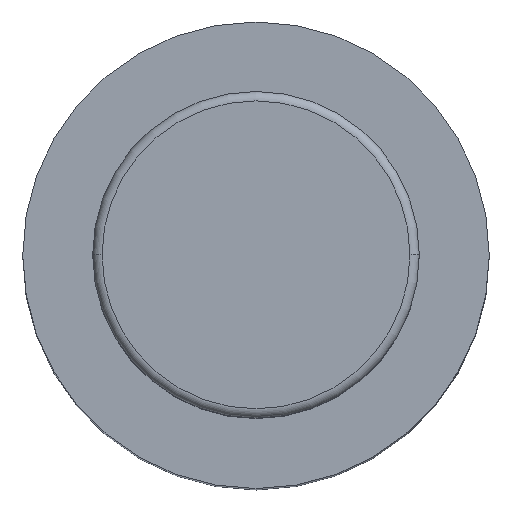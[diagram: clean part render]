
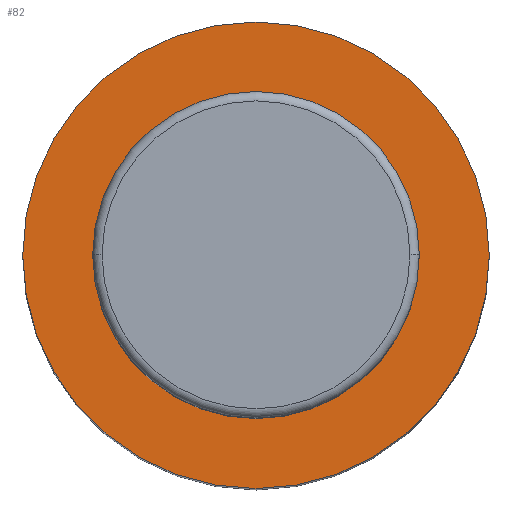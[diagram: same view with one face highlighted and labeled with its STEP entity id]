
A CAD part, top view. The second image highlights one B-rep face of the part: STEP entity #82.
In plain terms, the highlighted planar face has unit normal (0, 0, 1).
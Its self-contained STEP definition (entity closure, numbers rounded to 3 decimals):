
#27 = CARTESIAN_POINT ( 'NONE',  ( 17.5, 0., 87. ) ) ;
#46 = DIRECTION ( 'NONE',  ( 0., 0., -1. ) ) ;
#48 = EDGE_CURVE ( 'NONE', #876, #705, #228, .T. ) ;
#67 = ORIENTED_EDGE ( 'NONE', *, *, #423, .F. ) ;
#82 = ADVANCED_FACE ( 'NONE', ( #1132, #651 ), #476, .T. ) ;
#85 = CARTESIAN_POINT ( 'NONE',  ( 25., 0., 87. ) ) ;
#193 = ORIENTED_EDGE ( 'NONE', *, *, #1088, .T. ) ;
#194 = CARTESIAN_POINT ( 'NONE',  ( 0., 0., 87. ) ) ;
#203 = CARTESIAN_POINT ( 'NONE',  ( 0., 0., 87. ) ) ;
#228 = CIRCLE ( 'NONE', #583, 17.5 ) ;
#238 = CARTESIAN_POINT ( 'NONE',  ( -17.5, 0., 87. ) ) ;
#248 = ORIENTED_EDGE ( 'NONE', *, *, #986, .F. ) ;
#293 = DIRECTION ( 'NONE',  ( -1., 0., 0. ) ) ;
#295 = AXIS2_PLACEMENT_3D ( 'NONE', #194, #854, #293 ) ;
#307 = DIRECTION ( 'NONE',  ( -1., 0., 0. ) ) ;
#335 = EDGE_LOOP ( 'NONE', ( #248, #67 ) ) ;
#339 = CIRCLE ( 'NONE', #295, 17.5 ) ;
#344 = AXIS2_PLACEMENT_3D ( 'NONE', #619, #46, #715 ) ;
#378 = CARTESIAN_POINT ( 'NONE',  ( 0., 0., 87. ) ) ;
#417 = ORIENTED_EDGE ( 'NONE', *, *, #48, .T. ) ;
#423 = EDGE_CURVE ( 'NONE', #618, #776, #588, .T. ) ;
#470 = DIRECTION ( 'NONE',  ( -1., 0., 0. ) ) ;
#476 = PLANE ( 'NONE',  #1135 ) ;
#498 = DIRECTION ( 'NONE',  ( 1., 0., 0. ) ) ;
#583 = AXIS2_PLACEMENT_3D ( 'NONE', #203, #865, #307 ) ;
#588 = CIRCLE ( 'NONE', #344, 25. ) ;
#618 = VERTEX_POINT ( 'NONE', #85 ) ;
#619 = CARTESIAN_POINT ( 'NONE',  ( 0., 0., 87. ) ) ;
#651 = FACE_OUTER_BOUND ( 'NONE', #335, .T. ) ;
#705 = VERTEX_POINT ( 'NONE', #238 ) ;
#715 = DIRECTION ( 'NONE',  ( -1., 0., 0. ) ) ;
#767 = CARTESIAN_POINT ( 'NONE',  ( -17.5, 0., 87. ) ) ;
#776 = VERTEX_POINT ( 'NONE', #1002 ) ;
#854 = DIRECTION ( 'NONE',  ( 0., 0., -1. ) ) ;
#865 = DIRECTION ( 'NONE',  ( 0., 0., -1. ) ) ;
#876 = VERTEX_POINT ( 'NONE', #27 ) ;
#986 = EDGE_CURVE ( 'NONE', #776, #618, #1134, .T. ) ;
#1002 = CARTESIAN_POINT ( 'NONE',  ( -25., 0., 87. ) ) ;
#1028 = DIRECTION ( 'NONE',  ( 0., 0., -1. ) ) ;
#1044 = DIRECTION ( 'NONE',  ( 0., 0., 1. ) ) ;
#1088 = EDGE_CURVE ( 'NONE', #705, #876, #339, .T. ) ;
#1102 = EDGE_LOOP ( 'NONE', ( #193, #417 ) ) ;
#1129 = AXIS2_PLACEMENT_3D ( 'NONE', #378, #1028, #470 ) ;
#1132 = FACE_BOUND ( 'NONE', #1102, .T. ) ;
#1134 = CIRCLE ( 'NONE', #1129, 25. ) ;
#1135 = AXIS2_PLACEMENT_3D ( 'NONE', #767, #1044, #498 ) ;
